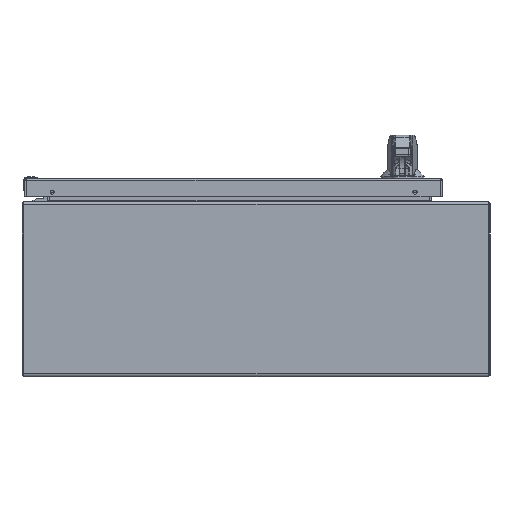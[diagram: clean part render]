
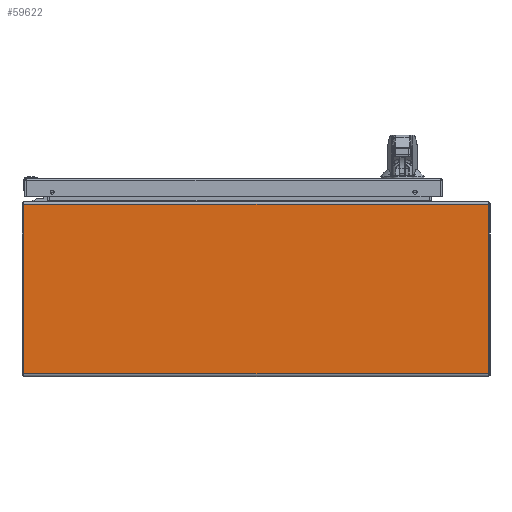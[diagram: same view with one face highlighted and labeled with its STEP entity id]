
A CAD part, left-side view. The second image highlights one B-rep face of the part: STEP entity #59622.
In plain terms, the highlighted planar face has unit normal (-1, 0, 0).
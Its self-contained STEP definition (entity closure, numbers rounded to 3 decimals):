
#128 = AXIS2_PLACEMENT_3D ( 'NONE', #211829, #78336, #76165 ) ;
#13115 = EDGE_CURVE ( 'NONE', #84357, #50648, #40295, .T. ) ;
#17787 = EDGE_CURVE ( 'NONE', #195201, #77276, #130991, .T. ) ;
#23173 = EDGE_CURVE ( 'NONE', #84357, #195201, #146388, .T. ) ;
#28597 = CARTESIAN_POINT ( 'NONE',  ( -12., -10.613, 3.883 ) ) ;
#28755 = ORIENTED_EDGE ( 'NONE', *, *, #13115, .F. ) ;
#35894 = CARTESIAN_POINT ( 'NONE',  ( -12., 10.613, 3.883 ) ) ;
#40295 = LINE ( 'NONE', #190197, #161094 ) ;
#50648 = VERTEX_POINT ( 'NONE', #147506 ) ;
#51488 = VECTOR ( 'NONE', #149575, 39.37 ) ;
#59622 = ADVANCED_FACE ( 'NONE', ( #214004 ), #144012, .T. ) ;
#65513 = EDGE_LOOP ( 'NONE', ( #28755, #166115, #72116, #107138 ) ) ;
#66613 = CARTESIAN_POINT ( 'NONE',  ( -12., 10.613, 0. ) ) ;
#72116 = ORIENTED_EDGE ( 'NONE', *, *, #17787, .T. ) ;
#76165 = DIRECTION ( 'NONE',  ( 0., 0., 1. ) ) ;
#77276 = VERTEX_POINT ( 'NONE', #35894 ) ;
#78336 = DIRECTION ( 'NONE',  ( -1., 0., 0. ) ) ;
#84357 = VERTEX_POINT ( 'NONE', #205305 ) ;
#107138 = ORIENTED_EDGE ( 'NONE', *, *, #119118, .F. ) ;
#119118 = EDGE_CURVE ( 'NONE', #50648, #77276, #131181, .T. ) ;
#123427 = DIRECTION ( 'NONE',  ( 0., 1., 0. ) ) ;
#130991 = LINE ( 'NONE', #134217, #51488 ) ;
#131181 = LINE ( 'NONE', #66613, #188665 ) ;
#134217 = CARTESIAN_POINT ( 'NONE',  ( -12., -10.613, 3.883 ) ) ;
#144012 = PLANE ( 'NONE',  #128 ) ;
#146388 = LINE ( 'NONE', #213133, #175031 ) ;
#147506 = CARTESIAN_POINT ( 'NONE',  ( -12., 10.613, -3.864 ) ) ;
#148541 = DIRECTION ( 'NONE',  ( 0., 0., 1. ) ) ;
#149575 = DIRECTION ( 'NONE',  ( 0., 1., 0. ) ) ;
#161094 = VECTOR ( 'NONE', #123427, 39.37 ) ;
#166115 = ORIENTED_EDGE ( 'NONE', *, *, #23173, .T. ) ;
#175031 = VECTOR ( 'NONE', #148541, 39.37 ) ;
#188665 = VECTOR ( 'NONE', #200105, 39.37 ) ;
#190197 = CARTESIAN_POINT ( 'NONE',  ( -12., -10.613, -3.864 ) ) ;
#195201 = VERTEX_POINT ( 'NONE', #28597 ) ;
#200105 = DIRECTION ( 'NONE',  ( 0., 0., 1. ) ) ;
#205305 = CARTESIAN_POINT ( 'NONE',  ( -12., -10.613, -3.864 ) ) ;
#211829 = CARTESIAN_POINT ( 'NONE',  ( -12., -10.613, 4. ) ) ;
#213133 = CARTESIAN_POINT ( 'NONE',  ( -12., -10.613, 0. ) ) ;
#214004 = FACE_OUTER_BOUND ( 'NONE', #65513, .T. ) ;
